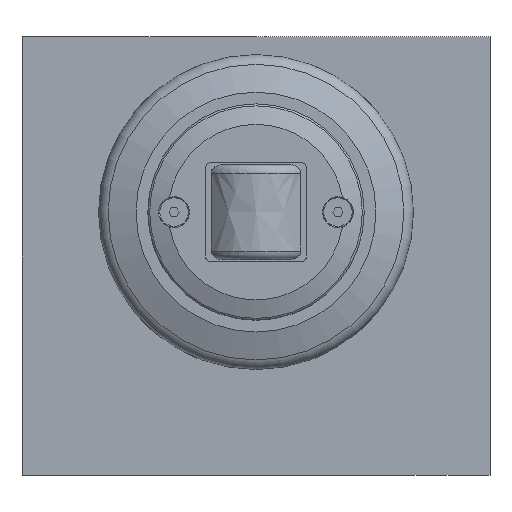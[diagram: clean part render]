
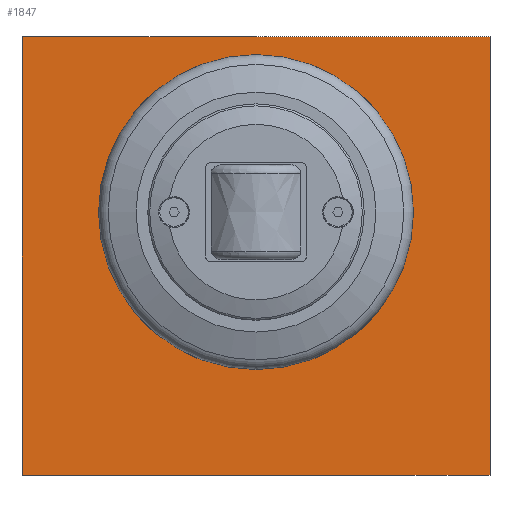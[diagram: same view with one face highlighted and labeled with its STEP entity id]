
A CAD part, front view. The second image highlights one B-rep face of the part: STEP entity #1847.
In plain terms, the highlighted planar face has unit normal (0, -1, 0).
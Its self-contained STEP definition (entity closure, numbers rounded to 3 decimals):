
#83=FACE_BOUND('',#377,.T.);
#174=CIRCLE('',#2029,35.);
#270=FACE_OUTER_BOUND('',#376,.T.);
#376=EDGE_LOOP('',(#1571,#1572,#1573,#1574));
#377=EDGE_LOOP('',(#1575));
#526=LINE('',#3201,#682);
#527=LINE('',#3203,#683);
#528=LINE('',#3205,#684);
#529=LINE('',#3206,#685);
#682=VECTOR('',#2504,10.);
#683=VECTOR('',#2505,10.);
#684=VECTOR('',#2506,10.);
#685=VECTOR('',#2507,10.);
#839=VERTEX_POINT('',#3123);
#864=VERTEX_POINT('',#3199);
#865=VERTEX_POINT('',#3200);
#866=VERTEX_POINT('',#3202);
#867=VERTEX_POINT('',#3204);
#1077=EDGE_CURVE('',#839,#839,#174,.T.);
#1114=EDGE_CURVE('',#864,#865,#526,.T.);
#1115=EDGE_CURVE('',#866,#865,#527,.T.);
#1116=EDGE_CURVE('',#867,#866,#528,.T.);
#1117=EDGE_CURVE('',#867,#864,#529,.T.);
#1571=ORIENTED_EDGE('',*,*,#1114,.T.);
#1572=ORIENTED_EDGE('',*,*,#1115,.F.);
#1573=ORIENTED_EDGE('',*,*,#1116,.F.);
#1574=ORIENTED_EDGE('',*,*,#1117,.T.);
#1575=ORIENTED_EDGE('',*,*,#1077,.T.);
#1756=PLANE('',#2042);
#1847=ADVANCED_FACE('',(#270,#83),#1756,.T.);
#2029=AXIS2_PLACEMENT_3D('',#3125,#2440,#2441);
#2042=AXIS2_PLACEMENT_3D('',#3198,#2502,#2503);
#2440=DIRECTION('center_axis',(0.,1.,0.));
#2441=DIRECTION('ref_axis',(-1.,0.,0.));
#2502=DIRECTION('center_axis',(0.,-1.,0.));
#2503=DIRECTION('ref_axis',(0.,0.,-1.));
#2504=DIRECTION('',(0.,0.,1.));
#2505=DIRECTION('',(1.,0.,0.));
#2506=DIRECTION('',(0.,0.,1.));
#2507=DIRECTION('',(1.,0.,0.));
#3123=CARTESIAN_POINT('',(115.,0.,90.));
#3125=CARTESIAN_POINT('Origin',(80.,0.,90.));
#3198=CARTESIAN_POINT('Origin',(0.,0.,0.));
#3199=CARTESIAN_POINT('',(160.,0.,0.));
#3200=CARTESIAN_POINT('',(160.,0.,150.));
#3201=CARTESIAN_POINT('',(160.,0.,0.));
#3202=CARTESIAN_POINT('',(0.,0.,150.));
#3203=CARTESIAN_POINT('',(0.,0.,150.));
#3204=CARTESIAN_POINT('',(0.,0.,0.));
#3205=CARTESIAN_POINT('',(0.,0.,0.));
#3206=CARTESIAN_POINT('',(0.,0.,0.));
